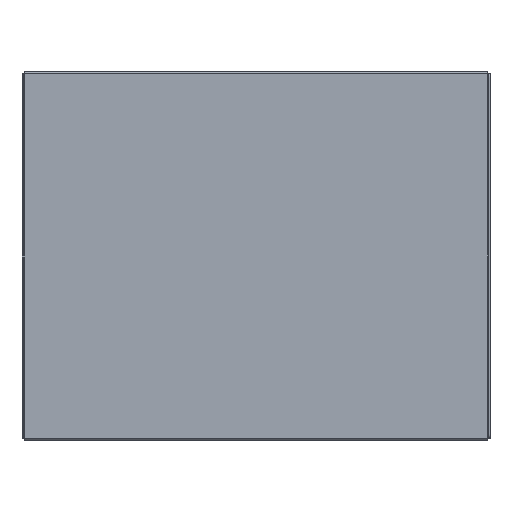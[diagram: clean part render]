
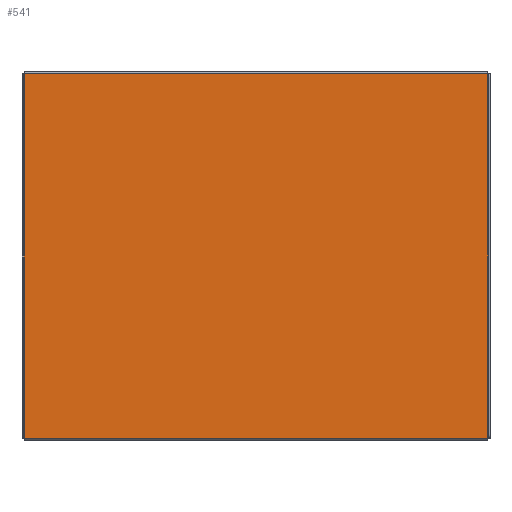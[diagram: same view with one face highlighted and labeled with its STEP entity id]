
A CAD part, front view. The second image highlights one B-rep face of the part: STEP entity #541.
In plain terms, the highlighted planar face has unit normal (0, -1, 0).
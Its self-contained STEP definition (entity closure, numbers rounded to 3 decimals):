
#26 = DIRECTION ( 'NONE',  ( 0., 0., 1. ) ) ;
#32 = VERTEX_POINT ( 'NONE', #2041 ) ;
#37 = EDGE_CURVE ( 'NONE', #32, #1327, #364, .T. ) ;
#144 = ORIENTED_EDGE ( 'NONE', *, *, #37, .F. ) ;
#185 = PLANE ( 'NONE',  #1033 ) ;
#207 = CARTESIAN_POINT ( 'NONE',  ( -250.8, -1.2, -196.8 ) ) ;
#357 = LINE ( 'NONE', #684, #698 ) ;
#364 = LINE ( 'NONE', #207, #839 ) ;
#400 = DIRECTION ( 'NONE',  ( 1., 0., 0. ) ) ;
#541 = ADVANCED_FACE ( 'NONE', ( #2096 ), #185, .F. ) ;
#684 = CARTESIAN_POINT ( 'NONE',  ( 253., -1.2, -196.8 ) ) ;
#698 = VECTOR ( 'NONE', #2524, 1000. ) ;
#746 = VERTEX_POINT ( 'NONE', #2506 ) ;
#796 = LINE ( 'NONE', #2431, #2509 ) ;
#839 = VECTOR ( 'NONE', #26, 1000. ) ;
#968 = VECTOR ( 'NONE', #1573, 1000. ) ;
#1033 = AXIS2_PLACEMENT_3D ( 'NONE', #1209, #2641, #1398 ) ;
#1209 = CARTESIAN_POINT ( 'NONE',  ( 0., -1.2, 0. ) ) ;
#1252 = EDGE_CURVE ( 'NONE', #746, #32, #357, .T. ) ;
#1327 = VERTEX_POINT ( 'NONE', #2116 ) ;
#1398 = DIRECTION ( 'NONE',  ( 0., 0., 1. ) ) ;
#1474 = VERTEX_POINT ( 'NONE', #2643 ) ;
#1573 = DIRECTION ( 'NONE',  ( 0., 0., -1. ) ) ;
#1651 = ORIENTED_EDGE ( 'NONE', *, *, #1252, .F. ) ;
#1696 = ORIENTED_EDGE ( 'NONE', *, *, #2224, .F. ) ;
#1710 = EDGE_LOOP ( 'NONE', ( #1696, #2152, #144, #1651 ) ) ;
#1764 = LINE ( 'NONE', #2002, #968 ) ;
#2002 = CARTESIAN_POINT ( 'NONE',  ( 250.8, -1.2, 196.8 ) ) ;
#2041 = CARTESIAN_POINT ( 'NONE',  ( -250.8, -1.2, -196.8 ) ) ;
#2096 = FACE_OUTER_BOUND ( 'NONE', #1710, .T. ) ;
#2116 = CARTESIAN_POINT ( 'NONE',  ( -250.8, -1.2, 196.8 ) ) ;
#2152 = ORIENTED_EDGE ( 'NONE', *, *, #2288, .F. ) ;
#2224 = EDGE_CURVE ( 'NONE', #1474, #746, #1764, .T. ) ;
#2288 = EDGE_CURVE ( 'NONE', #1327, #1474, #796, .T. ) ;
#2431 = CARTESIAN_POINT ( 'NONE',  ( 253., -1.2, 196.8 ) ) ;
#2506 = CARTESIAN_POINT ( 'NONE',  ( 250.8, -1.2, -196.8 ) ) ;
#2509 = VECTOR ( 'NONE', #400, 1000. ) ;
#2524 = DIRECTION ( 'NONE',  ( -1., 0., 0. ) ) ;
#2641 = DIRECTION ( 'NONE',  ( 0., 1., 0. ) ) ;
#2643 = CARTESIAN_POINT ( 'NONE',  ( 250.8, -1.2, 196.8 ) ) ;
